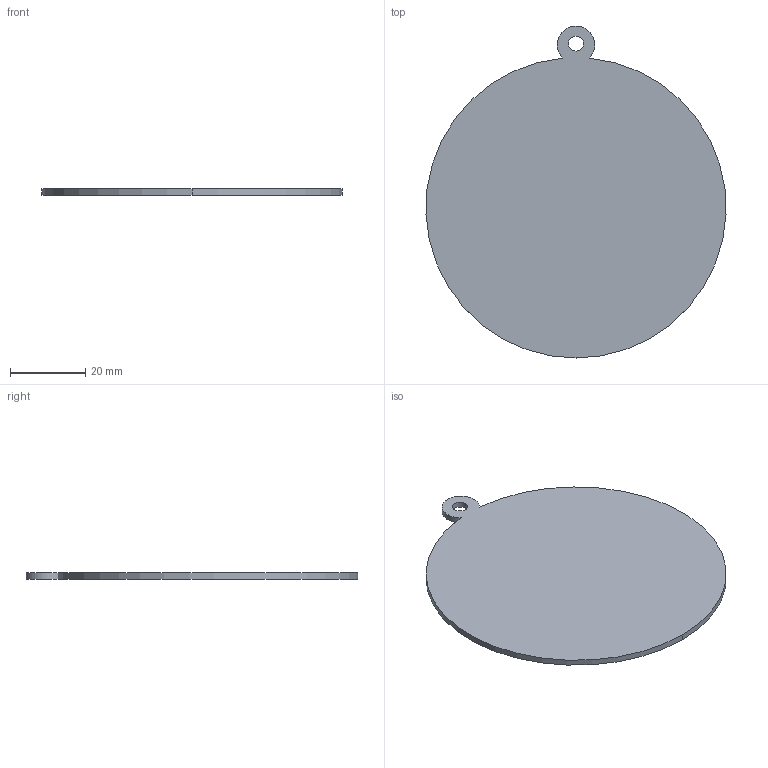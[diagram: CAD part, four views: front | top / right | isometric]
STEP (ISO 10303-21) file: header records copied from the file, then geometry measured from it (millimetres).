
FILE_DESCRIPTION(('Designed by EasyEDA Pro'),'2;1');
FILE_NAME('Open CASCADE Shape Model','2025-12-14T16:43:33',('Author'),( 'Open CASCADE'),'Open CASCADE STEP processor 7.8','Open CASCADE 7.8' ,'Unknown');
FILE_SCHEMA(('AUTOMOTIVE_DESIGN { 1 0 10303 214 1 1 1 1 }'));
Length unit declared in the file: millimetre
Products named in the file (6): EasyEDA PCB Model~4G6c; Board~4G6c; TopCopper~4G6c; BottomCopper~4G6c; TopFpcStiffener~4G6c; BottomFpcStiffener~4G6c
Assembly tree (5 placements, depth 2):
  EasyEDA PCB Model~4G6c
    Board~4G6c
    TopCopper~4G6c
    BottomCopper~4G6c
    TopFpcStiffener~4G6c
    BottomFpcStiffener~4G6c
Bounding box: 79.9 x 88.41 x 1.6 mm (x, y, z)
Volume: 8130.8 mm3; surface area: 10612.2 mm2
Topology: 1 solids, 1 shells, 10 faces, 24 edges, 16 vertices
Faces by surface type: cylinder 8, plane 2
Entity records: 476 total; most frequent: DIRECTION 72, CARTESIAN_POINT 56, ORIENTED_EDGE 48, AXIS2_PLACEMENT_3D 32, EDGE_CURVE 24, VERTEX_POINT 16, CIRCLE 16, FACE_BOUND 12
